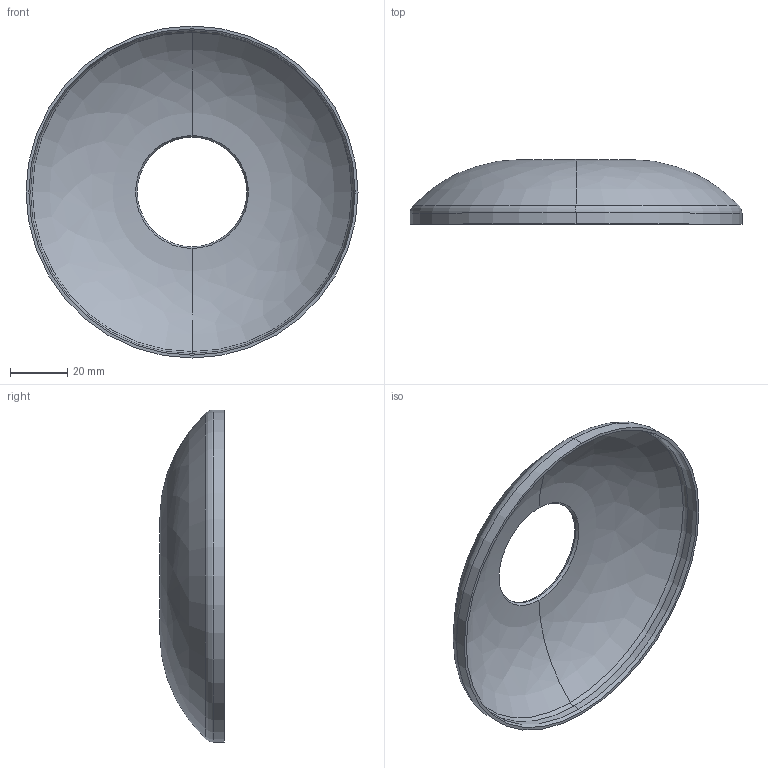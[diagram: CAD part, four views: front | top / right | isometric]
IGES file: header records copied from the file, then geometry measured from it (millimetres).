
Start section:  PTC IGES file: R0628643102.igs
Global section: file name: R0628643102.igs; native system: Pro/ENGINEER by Parametric Technology Corporation; preprocessor: 2005310; author: RCRU51; organization: Unknown; date: 090303.141324; units: millimetre
Bounding box: 115.8 x 22.54 x 115.8 mm (x, y, z)
Surface area: 25258.8 mm2 (no closed solid volume)
Topology: 0 solids, 0 shells, 19 faces, 76 edges, 76 vertices
Faces by surface type: revolution 18, bspline 1
